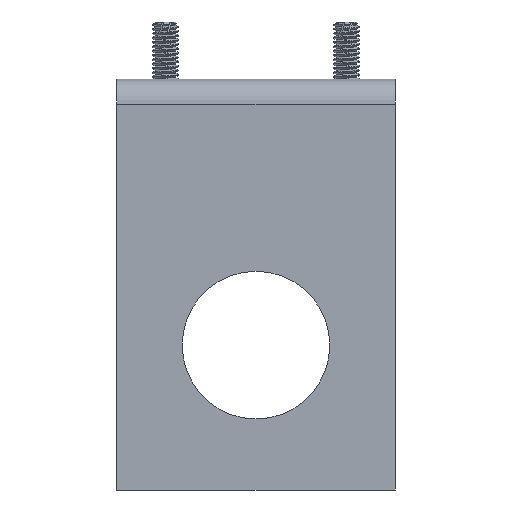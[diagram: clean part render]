
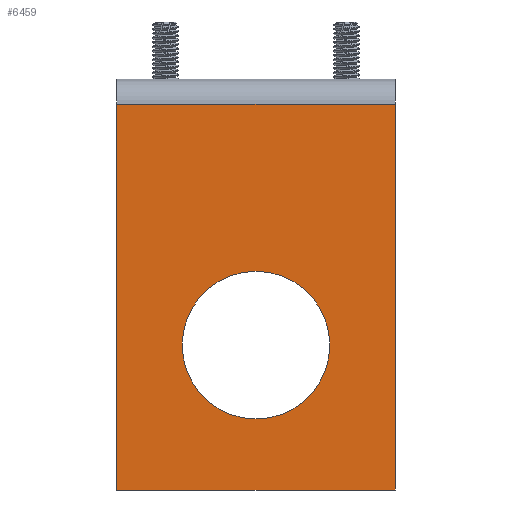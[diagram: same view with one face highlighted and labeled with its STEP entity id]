
A CAD part, front view. The second image highlights one B-rep face of the part: STEP entity #6459.
In plain terms, the highlighted planar face has unit normal (0, -1, 0).
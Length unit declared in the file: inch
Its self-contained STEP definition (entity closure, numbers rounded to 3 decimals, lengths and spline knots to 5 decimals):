
#184 = EDGE_CURVE ( 'NONE', #25044, #14614, #20814, .T. ) ;
#2657 = CARTESIAN_POINT ( 'NONE',  ( 1., 0., -2.95 ) ) ;
#3053 = FACE_BOUND ( 'NONE', #13513, .T. ) ;
#3509 = VERTEX_POINT ( 'NONE', #13242 ) ;
#3683 = VECTOR ( 'NONE', #20444, 39.37008 ) ;
#3817 = ORIENTED_EDGE ( 'NONE', *, *, #8077, .F. ) ;
#4001 = CIRCLE ( 'NONE', #13406, 0.53 ) ;
#4085 = EDGE_CURVE ( 'NONE', #7427, #12033, #4722, .T. ) ;
#4161 = CARTESIAN_POINT ( 'NONE',  ( 1., 0., -2.95 ) ) ;
#4722 = LINE ( 'NONE', #2657, #25900 ) ;
#6459 = ADVANCED_FACE ( 'NONE', ( #9245, #3053 ), #19232, .F. ) ;
#6537 = ORIENTED_EDGE ( 'NONE', *, *, #8772, .F. ) ;
#6689 = CARTESIAN_POINT ( 'NONE',  ( 0., 0., -1.38 ) ) ;
#6961 = VECTOR ( 'NONE', #9879, 39.37008 ) ;
#7427 = VERTEX_POINT ( 'NONE', #4161 ) ;
#8077 = EDGE_CURVE ( 'NONE', #3509, #22266, #9881, .T. ) ;
#8090 = CARTESIAN_POINT ( 'NONE',  ( 1., 0., -0.18 ) ) ;
#8772 = EDGE_CURVE ( 'NONE', #14614, #25044, #4001, .T. ) ;
#9013 = AXIS2_PLACEMENT_3D ( 'NONE', #23760, #25763, #13630 ) ;
#9245 = FACE_OUTER_BOUND ( 'NONE', #21783, .T. ) ;
#9554 = CARTESIAN_POINT ( 'NONE',  ( 1., 0., 0. ) ) ;
#9879 = DIRECTION ( 'NONE',  ( 0., 0., 1. ) ) ;
#9881 = LINE ( 'NONE', #8090, #3683 ) ;
#9932 = CARTESIAN_POINT ( 'NONE',  ( 0., 0., -2.44 ) ) ;
#10151 = CARTESIAN_POINT ( 'NONE',  ( -1., 0., -2.95 ) ) ;
#11235 = DIRECTION ( 'NONE',  ( 0., -1., 0. ) ) ;
#12033 = VERTEX_POINT ( 'NONE', #10151 ) ;
#12962 = AXIS2_PLACEMENT_3D ( 'NONE', #13112, #13074, #13049 ) ;
#13021 = ORIENTED_EDGE ( 'NONE', *, *, #184, .F. ) ;
#13049 = DIRECTION ( 'NONE',  ( 0., 0., 1. ) ) ;
#13074 = DIRECTION ( 'NONE',  ( 0., -1., 0. ) ) ;
#13112 = CARTESIAN_POINT ( 'NONE',  ( 0., 0., -1.91 ) ) ;
#13242 = CARTESIAN_POINT ( 'NONE',  ( -1., 0., -0.18 ) ) ;
#13406 = AXIS2_PLACEMENT_3D ( 'NONE', #23471, #11235, #25491 ) ;
#13513 = EDGE_LOOP ( 'NONE', ( #13021, #6537 ) ) ;
#13630 = DIRECTION ( 'NONE',  ( 0., 0., 1. ) ) ;
#13934 = VECTOR ( 'NONE', #23955, 39.37008 ) ;
#14614 = VERTEX_POINT ( 'NONE', #9932 ) ;
#16476 = EDGE_CURVE ( 'NONE', #22266, #7427, #18709, .T. ) ;
#17282 = DIRECTION ( 'NONE',  ( -1., 0., 0. ) ) ;
#17380 = ORIENTED_EDGE ( 'NONE', *, *, #4085, .F. ) ;
#18022 = ORIENTED_EDGE ( 'NONE', *, *, #16476, .F. ) ;
#18159 = CARTESIAN_POINT ( 'NONE',  ( -1., 0., 0. ) ) ;
#18334 = ORIENTED_EDGE ( 'NONE', *, *, #24241, .F. ) ;
#18709 = LINE ( 'NONE', #9554, #13934 ) ;
#19232 = PLANE ( 'NONE',  #9013 ) ;
#20444 = DIRECTION ( 'NONE',  ( 1., 0., 0. ) ) ;
#20814 = CIRCLE ( 'NONE', #12962, 0.53 ) ;
#21783 = EDGE_LOOP ( 'NONE', ( #3817, #18334, #17380, #18022 ) ) ;
#22266 = VERTEX_POINT ( 'NONE', #23376 ) ;
#23376 = CARTESIAN_POINT ( 'NONE',  ( 1., 0., -0.18 ) ) ;
#23471 = CARTESIAN_POINT ( 'NONE',  ( 0., 0., -1.91 ) ) ;
#23760 = CARTESIAN_POINT ( 'NONE',  ( 1., 0., 0. ) ) ;
#23955 = DIRECTION ( 'NONE',  ( 0., 0., -1. ) ) ;
#24007 = LINE ( 'NONE', #18159, #6961 ) ;
#24241 = EDGE_CURVE ( 'NONE', #12033, #3509, #24007, .T. ) ;
#25044 = VERTEX_POINT ( 'NONE', #6689 ) ;
#25491 = DIRECTION ( 'NONE',  ( 0., 0., 1. ) ) ;
#25763 = DIRECTION ( 'NONE',  ( 0., 1., 0. ) ) ;
#25900 = VECTOR ( 'NONE', #17282, 39.37008 ) ;
